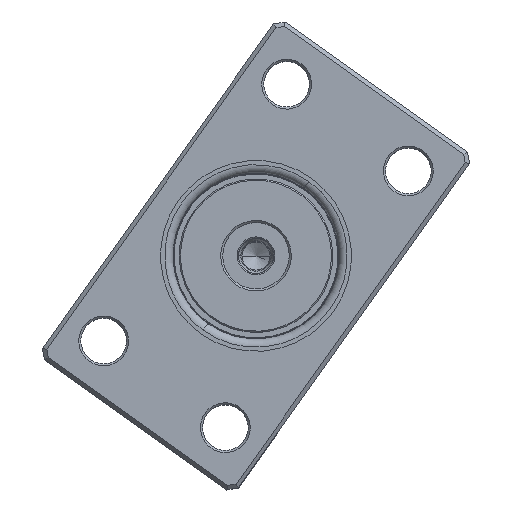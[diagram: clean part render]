
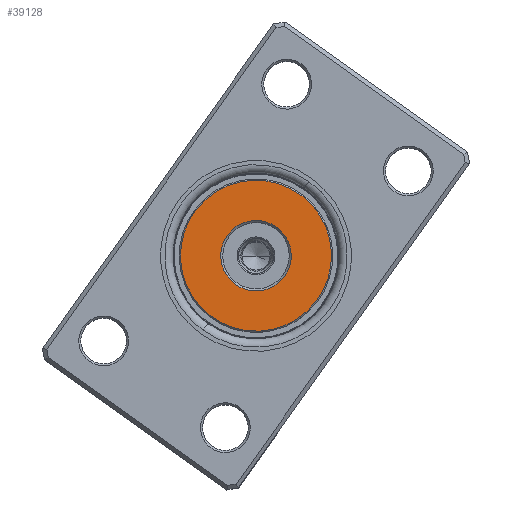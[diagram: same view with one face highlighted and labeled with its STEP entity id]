
A CAD part, top view. The second image highlights one B-rep face of the part: STEP entity #39128.
In plain terms, the highlighted face is planar.
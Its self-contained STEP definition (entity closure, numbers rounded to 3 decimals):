
#1849 = CARTESIAN_POINT ( 'NONE',  ( 0., 0., 0. ) ) ;
#4220 = AXIS2_PLACEMENT_3D ( 'NONE', #1849, #14109, #13925 ) ;
#4293 = FACE_BOUND ( 'NONE', #52962, .T. ) ;
#5351 = AXIS2_PLACEMENT_3D ( 'NONE', #52503, #23488, #23837 ) ;
#6193 = EDGE_LOOP ( 'NONE', ( #21790, #48947 ) ) ;
#6772 = DIRECTION ( 'NONE',  ( 1., 0., 0. ) ) ;
#7979 = DIRECTION ( 'NONE',  ( 0., 0., -1. ) ) ;
#8818 = AXIS2_PLACEMENT_3D ( 'NONE', #20968, #41662, #8896 ) ;
#8896 = DIRECTION ( 'NONE',  ( 1., 0., 0. ) ) ;
#9955 = CARTESIAN_POINT ( 'NONE',  ( 18.2, 0., 0. ) ) ;
#13925 = DIRECTION ( 'NONE',  ( 1., 0., 0. ) ) ;
#14109 = DIRECTION ( 'NONE',  ( 0., 0., 1. ) ) ;
#14713 = CIRCLE ( 'NONE', #5351, 18.2 ) ;
#18389 = EDGE_CURVE ( 'NONE', #47368, #31441, #38279, .T. ) ;
#18745 = CIRCLE ( 'NONE', #4220, 8.5 ) ;
#20968 = CARTESIAN_POINT ( 'NONE',  ( 0., 0., 0. ) ) ;
#21790 = ORIENTED_EDGE ( 'NONE', *, *, #36933, .T. ) ;
#21916 = CARTESIAN_POINT ( 'NONE',  ( 8.5, 0., 0. ) ) ;
#23488 = DIRECTION ( 'NONE',  ( 0., 0., -1. ) ) ;
#23837 = DIRECTION ( 'NONE',  ( 1., 0., 0. ) ) ;
#26266 = FACE_OUTER_BOUND ( 'NONE', #6193, .T. ) ;
#27691 = CARTESIAN_POINT ( 'NONE',  ( 0., 0., 0. ) ) ;
#29802 = PLANE ( 'NONE',  #8818 ) ;
#31116 = DIRECTION ( 'NONE',  ( 0., 0., 1. ) ) ;
#31441 = VERTEX_POINT ( 'NONE', #21916 ) ;
#31993 = AXIS2_PLACEMENT_3D ( 'NONE', #52746, #7979, #40427 ) ;
#32570 = EDGE_CURVE ( 'NONE', #31441, #47368, #18745, .T. ) ;
#36933 = EDGE_CURVE ( 'NONE', #46522, #37259, #14713, .T. ) ;
#37259 = VERTEX_POINT ( 'NONE', #40087 ) ;
#38279 = CIRCLE ( 'NONE', #51297, 8.5 ) ;
#38565 = ORIENTED_EDGE ( 'NONE', *, *, #32570, .T. ) ;
#39128 = ADVANCED_FACE ( 'NONE', ( #26266, #4293 ), #29802, .F. ) ;
#40087 = CARTESIAN_POINT ( 'NONE',  ( -18.2, 0., 0. ) ) ;
#40427 = DIRECTION ( 'NONE',  ( 1., 0., 0. ) ) ;
#41662 = DIRECTION ( 'NONE',  ( 0., 0., 1. ) ) ;
#41698 = ORIENTED_EDGE ( 'NONE', *, *, #18389, .T. ) ;
#44797 = EDGE_CURVE ( 'NONE', #37259, #46522, #51300, .T. ) ;
#46522 = VERTEX_POINT ( 'NONE', #9955 ) ;
#46720 = CARTESIAN_POINT ( 'NONE',  ( -8.5, 0., 0. ) ) ;
#47368 = VERTEX_POINT ( 'NONE', #46720 ) ;
#48947 = ORIENTED_EDGE ( 'NONE', *, *, #44797, .T. ) ;
#51297 = AXIS2_PLACEMENT_3D ( 'NONE', #27691, #31116, #6772 ) ;
#51300 = CIRCLE ( 'NONE', #31993, 18.2 ) ;
#52503 = CARTESIAN_POINT ( 'NONE',  ( 0., 0., 0. ) ) ;
#52746 = CARTESIAN_POINT ( 'NONE',  ( 0., 0., 0. ) ) ;
#52962 = EDGE_LOOP ( 'NONE', ( #41698, #38565 ) ) ;
